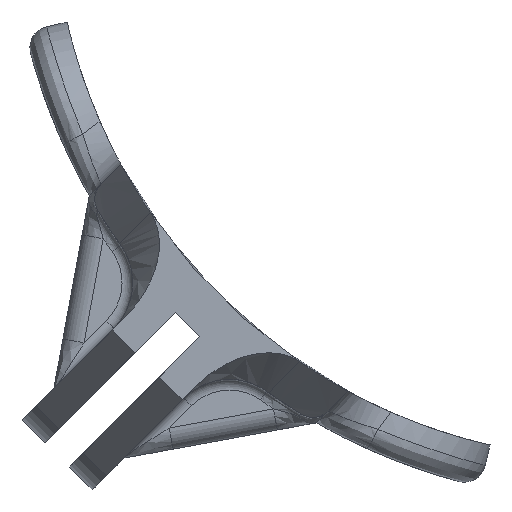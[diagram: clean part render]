
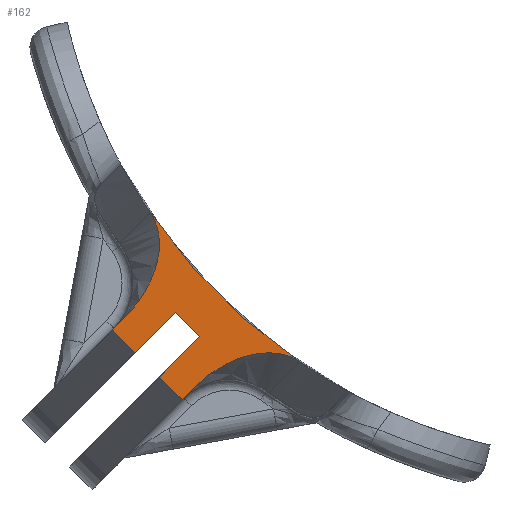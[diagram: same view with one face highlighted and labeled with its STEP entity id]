
A CAD part, front view. The second image highlights one B-rep face of the part: STEP entity #162.
In plain terms, the highlighted face is planar.
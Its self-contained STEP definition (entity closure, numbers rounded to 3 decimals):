
#19 = CARTESIAN_POINT ( 'NONE',  ( -4.6, 112., 59.608 ) ) ;
#162 = ADVANCED_FACE ( 'NONE', ( #11244 ), #9301, .T. ) ;
#521 = VERTEX_POINT ( 'NONE', #11101 ) ;
#545 = CARTESIAN_POINT ( 'NONE',  ( -1.6, 112., 56.477 ) ) ;
#631 = ORIENTED_EDGE ( 'NONE', *, *, #5502, .T. ) ;
#860 = CARTESIAN_POINT ( 'NONE',  ( 5.117, 112., 56.551 ) ) ;
#1001 = AXIS2_PLACEMENT_3D ( 'NONE', #6207, #7453, #6278 ) ;
#1135 = CARTESIAN_POINT ( 'NONE',  ( -4.6, 112., 60.057 ) ) ;
#1295 = CARTESIAN_POINT ( 'NONE',  ( -4.6, 112., 56.312 ) ) ;
#1304 = CARTESIAN_POINT ( 'NONE',  ( -9.807, 112., 51.576 ) ) ;
#1677 = DIRECTION ( 'NONE',  ( 0., 0., 1. ) ) ;
#1749 = ORIENTED_EDGE ( 'NONE', *, *, #1948, .F. ) ;
#1903 = CARTESIAN_POINT ( 'NONE',  ( 4.993, 112., 56.98 ) ) ;
#1948 = EDGE_CURVE ( 'NONE', #521, #9150, #7856, .T. ) ;
#1970 = EDGE_CURVE ( 'NONE', #6797, #7700, #3733, .T. ) ;
#2026 = CARTESIAN_POINT ( 'NONE',  ( -4.625, 112., 59.158 ) ) ;
#2125 = CARTESIAN_POINT ( 'NONE',  ( 4.6, 112., 60.057 ) ) ;
#2177 = DIRECTION ( 'NONE',  ( 0., 0., -1. ) ) ;
#2285 = EDGE_CURVE ( 'NONE', #10530, #2968, #2822, .T. ) ;
#2444 = ORIENTED_EDGE ( 'NONE', *, *, #13293, .F. ) ;
#2749 = CARTESIAN_POINT ( 'NONE',  ( -1.6, 112., 71.812 ) ) ;
#2784 = ORIENTED_EDGE ( 'NONE', *, *, #7737, .T. ) ;
#2822 = LINE ( 'NONE', #2749, #8838 ) ;
#2968 = VERTEX_POINT ( 'NONE', #545 ) ;
#3131 = CARTESIAN_POINT ( 'NONE',  ( -8.155, 112., 52.239 ) ) ;
#3355 = CARTESIAN_POINT ( 'NONE',  ( -7.786, 112., 52.495 ) ) ;
#3615 = DIRECTION ( 'NONE',  ( 1., 0., 0. ) ) ;
#3697 = EDGE_CURVE ( 'NONE', #7461, #3719, #8397, .T. ) ;
#3719 = VERTEX_POINT ( 'NONE', #12910 ) ;
#3733 = B_SPLINE_CURVE_WITH_KNOTS ( 'NONE', 3,
 ( #13268, #13493, #14387, #9858, #3131, #3355, #7635, #6598, #6745, #7702, #11264, #5566, #6672, #12151, #7927, #13568, #10078, #2026, #19, #1135 ),
 .UNSPECIFIED., .F., .F.,
 ( 4, 2, 2, 2, 2, 2, 2, 2, 2, 4 ),
 ( 0., 0.001, 0.002, 0.003, 0.004, 0.005, 0.007, 0.008, 0.009, 0.011 ),
 .UNSPECIFIED. ) ;
#3788 = ORIENTED_EDGE ( 'NONE', *, *, #2285, .T. ) ;
#3925 = CARTESIAN_POINT ( 'NONE',  ( -1.6, 112., 61.812 ) ) ;
#4160 = CARTESIAN_POINT ( 'NONE',  ( -1.6, 112., 61.812 ) ) ;
#4191 = CARTESIAN_POINT ( 'NONE',  ( 8.943, 112., 51.828 ) ) ;
#4238 = ORIENTED_EDGE ( 'NONE', *, *, #12714, .T. ) ;
#4415 = CARTESIAN_POINT ( 'NONE',  ( 5.603, 112., 55.297 ) ) ;
#4532 = ORIENTED_EDGE ( 'NONE', *, *, #3697, .T. ) ;
#4940 = VERTEX_POINT ( 'NONE', #11439 ) ;
#4955 = CARTESIAN_POINT ( 'NONE',  ( -4.6, 112., 61.812 ) ) ;
#5141 = DIRECTION ( 'NONE',  ( 0., 0., -1. ) ) ;
#5206 = DIRECTION ( 'NONE',  ( 0., 0., -1. ) ) ;
#5292 = CARTESIAN_POINT ( 'NONE',  ( 8.738, 112., 51.918 ) ) ;
#5330 = EDGE_CURVE ( 'NONE', #7700, #11708, #11417, .T. ) ;
#5359 = DIRECTION ( 'NONE',  ( 0., -1., 0. ) ) ;
#5361 = CARTESIAN_POINT ( 'NONE',  ( 9.807, 112., 51.576 ) ) ;
#5502 = EDGE_CURVE ( 'NONE', #11708, #10530, #8815, .T. ) ;
#5566 = CARTESIAN_POINT ( 'NONE',  ( -5.607, 112., 55.289 ) ) ;
#5631 = CIRCLE ( 'NONE', #13922, 56.5 ) ;
#6207 = CARTESIAN_POINT ( 'NONE',  ( 0., 112., 0. ) ) ;
#6278 = DIRECTION ( 'NONE',  ( 0., 0., 1. ) ) ;
#6480 = CARTESIAN_POINT ( 'NONE',  ( 5.424, 112., 55.706 ) ) ;
#6598 = CARTESIAN_POINT ( 'NONE',  ( -7.107, 112., 53.078 ) ) ;
#6622 = CARTESIAN_POINT ( 'NONE',  ( 4.6, 112., 59.159 ) ) ;
#6633 = EDGE_CURVE ( 'NONE', #9150, #2968, #5631, .T. ) ;
#6672 = CARTESIAN_POINT ( 'NONE',  ( -5.425, 112., 55.703 ) ) ;
#6745 = CARTESIAN_POINT ( 'NONE',  ( -6.802, 112., 53.414 ) ) ;
#6797 = VERTEX_POINT ( 'NONE', #1304 ) ;
#7426 = CARTESIAN_POINT ( 'NONE',  ( 4.6, 112., 71.812 ) ) ;
#7453 = DIRECTION ( 'NONE',  ( 0., 1., 0. ) ) ;
#7461 = VERTEX_POINT ( 'NONE', #14425 ) ;
#7635 = CARTESIAN_POINT ( 'NONE',  ( -7.61, 112., 52.634 ) ) ;
#7700 = VERTEX_POINT ( 'NONE', #12252 ) ;
#7702 = CARTESIAN_POINT ( 'NONE',  ( -6.261, 112., 54.125 ) ) ;
#7713 = CARTESIAN_POINT ( 'NONE',  ( 1.6, 112., 56.477 ) ) ;
#7737 = EDGE_CURVE ( 'NONE', #3719, #4940, #8211, .T. ) ;
#7813 = ORIENTED_EDGE ( 'NONE', *, *, #5330, .T. ) ;
#7856 = LINE ( 'NONE', #9042, #14274 ) ;
#7927 = CARTESIAN_POINT ( 'NONE',  ( -4.996, 112., 56.968 ) ) ;
#8211 = B_SPLINE_CURVE_WITH_KNOTS ( 'NONE', 3,
 ( #2125, #6622, #8625, #1903, #860, #6480, #4415, #8921, #13445, #9738, #14262, #12025, #10922, #5292, #4191, #10993, #9811, #5361 ),
 .UNSPECIFIED., .F., .F.,
 ( 4, 2, 2, 2, 2, 2, 2, 2, 4 ),
 ( 0., 0.003, 0.004, 0.005, 0.007, 0.008, 0.009, 0.01, 0.011 ),
 .UNSPECIFIED. ) ;
#8397 = LINE ( 'NONE', #7426, #12456 ) ;
#8625 = CARTESIAN_POINT ( 'NONE',  ( 4.697, 112., 58.277 ) ) ;
#8815 = LINE ( 'NONE', #4160, #14360 ) ;
#8838 = VECTOR ( 'NONE', #11978, 1000. ) ;
#8921 = CARTESIAN_POINT ( 'NONE',  ( 6.019, 112., 54.51 ) ) ;
#9017 = ORIENTED_EDGE ( 'NONE', *, *, #6633, .F. ) ;
#9042 = CARTESIAN_POINT ( 'NONE',  ( 1.6, 112., 71.812 ) ) ;
#9150 = VERTEX_POINT ( 'NONE', #7713 ) ;
#9301 = PLANE ( 'NONE',  #11414 ) ;
#9738 = CARTESIAN_POINT ( 'NONE',  ( 6.801, 112., 53.414 ) ) ;
#9749 = EDGE_LOOP ( 'NONE', ( #1749, #4238, #4532, #2784, #2444, #13761, #7813, #631, #3788, #9017 ) ) ;
#9811 = CARTESIAN_POINT ( 'NONE',  ( 9.585, 112., 51.618 ) ) ;
#9858 = CARTESIAN_POINT ( 'NONE',  ( -8.348, 112., 52.121 ) ) ;
#9882 = CARTESIAN_POINT ( 'NONE',  ( 0., 112., 0. ) ) ;
#10078 = CARTESIAN_POINT ( 'NONE',  ( -4.724, 112., 58.271 ) ) ;
#10530 = VERTEX_POINT ( 'NONE', #3925 ) ;
#10922 = CARTESIAN_POINT ( 'NONE',  ( 8.144, 112., 52.228 ) ) ;
#10993 = CARTESIAN_POINT ( 'NONE',  ( 9.365, 112., 51.678 ) ) ;
#11101 = CARTESIAN_POINT ( 'NONE',  ( 1.6, 112., 61.812 ) ) ;
#11157 = VECTOR ( 'NONE', #3615, 1000. ) ;
#11244 = FACE_OUTER_BOUND ( 'NONE', #9749, .T. ) ;
#11264 = CARTESIAN_POINT ( 'NONE',  ( -6.024, 112., 54.502 ) ) ;
#11280 = VECTOR ( 'NONE', #13506, 1000. ) ;
#11414 = AXIS2_PLACEMENT_3D ( 'NONE', #13826, #12697, #1677 ) ;
#11417 = LINE ( 'NONE', #1295, #11280 ) ;
#11439 = CARTESIAN_POINT ( 'NONE',  ( 9.807, 112., 51.576 ) ) ;
#11708 = VERTEX_POINT ( 'NONE', #4955 ) ;
#11978 = DIRECTION ( 'NONE',  ( 0., 0., -1. ) ) ;
#12025 = CARTESIAN_POINT ( 'NONE',  ( 7.771, 112., 52.491 ) ) ;
#12151 = CARTESIAN_POINT ( 'NONE',  ( -5.12, 112., 56.542 ) ) ;
#12252 = CARTESIAN_POINT ( 'NONE',  ( -4.6, 112., 60.057 ) ) ;
#12456 = VECTOR ( 'NONE', #5206, 1000. ) ;
#12697 = DIRECTION ( 'NONE',  ( 0., 1., 0. ) ) ;
#12702 = CARTESIAN_POINT ( 'NONE',  ( 4.6, 112., 61.812 ) ) ;
#12714 = EDGE_CURVE ( 'NONE', #521, #7461, #12848, .T. ) ;
#12802 = CIRCLE ( 'NONE', #1001, 52.5 ) ;
#12848 = LINE ( 'NONE', #12702, #11157 ) ;
#12910 = CARTESIAN_POINT ( 'NONE',  ( 4.6, 112., 60.057 ) ) ;
#13268 = CARTESIAN_POINT ( 'NONE',  ( -9.807, 112., 51.576 ) ) ;
#13293 = EDGE_CURVE ( 'NONE', #6797, #4940, #12802, .T. ) ;
#13412 = DIRECTION ( 'NONE',  ( 1., 0., 0. ) ) ;
#13445 = CARTESIAN_POINT ( 'NONE',  ( 6.256, 112., 54.132 ) ) ;
#13493 = CARTESIAN_POINT ( 'NONE',  ( -9.362, 112., 51.66 ) ) ;
#13506 = DIRECTION ( 'NONE',  ( 0., 0., 1. ) ) ;
#13568 = CARTESIAN_POINT ( 'NONE',  ( -4.798, 112., 57.833 ) ) ;
#13761 = ORIENTED_EDGE ( 'NONE', *, *, #1970, .T. ) ;
#13826 = CARTESIAN_POINT ( 'NONE',  ( 0., 112., 0. ) ) ;
#13922 = AXIS2_PLACEMENT_3D ( 'NONE', #9882, #5359, #5141 ) ;
#14262 = CARTESIAN_POINT ( 'NONE',  ( 7.102, 112., 53.083 ) ) ;
#14274 = VECTOR ( 'NONE', #2177, 1000. ) ;
#14360 = VECTOR ( 'NONE', #13412, 1000. ) ;
#14387 = CARTESIAN_POINT ( 'NONE',  ( -8.944, 112., 51.812 ) ) ;
#14425 = CARTESIAN_POINT ( 'NONE',  ( 4.6, 112., 61.812 ) ) ;
